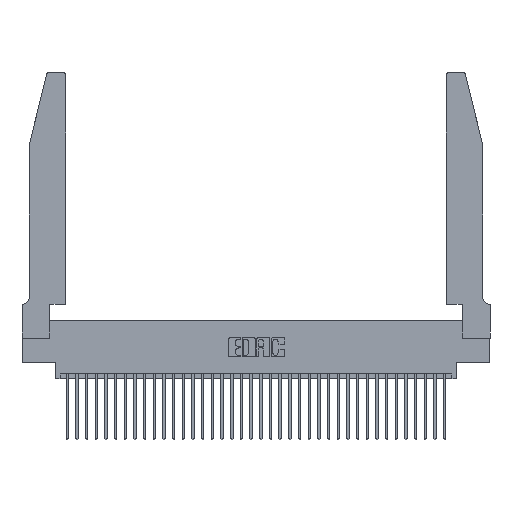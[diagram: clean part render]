
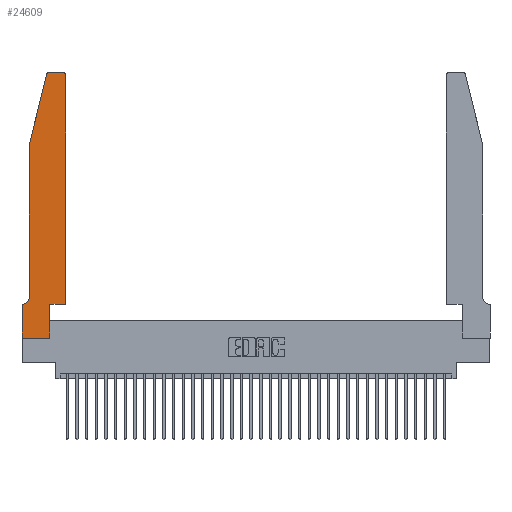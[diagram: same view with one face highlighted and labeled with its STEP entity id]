
A CAD part, top view. The second image highlights one B-rep face of the part: STEP entity #24609.
In plain terms, the highlighted planar face has unit normal (0, 0, 1).
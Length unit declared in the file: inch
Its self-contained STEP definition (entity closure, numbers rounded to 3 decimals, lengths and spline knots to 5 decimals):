
#200 = EDGE_CURVE ( 'NONE', #31506, #3241, #31584, .T. ) ;
#276 = VECTOR ( 'NONE', #22784, 39.37008 ) ;
#496 = LINE ( 'NONE', #27272, #13353 ) ;
#653 = CARTESIAN_POINT ( 'NONE',  ( 0.0055, 0.42, 0.37 ) ) ;
#1524 = VECTOR ( 'NONE', #34909, 39.37008 ) ;
#1589 = VERTEX_POINT ( 'NONE', #9626 ) ;
#1911 = VECTOR ( 'NONE', #18211, 39.37008 ) ;
#2528 = ORIENTED_EDGE ( 'NONE', *, *, #4194, .T. ) ;
#2578 = EDGE_CURVE ( 'NONE', #34591, #3623, #496, .T. ) ;
#2855 = CARTESIAN_POINT ( 'NONE',  ( 0.0755, 2., 0.37 ) ) ;
#2996 = ORIENTED_EDGE ( 'NONE', *, *, #9884, .T. ) ;
#3241 = VERTEX_POINT ( 'NONE', #30124 ) ;
#3623 = VERTEX_POINT ( 'NONE', #17781 ) ;
#3706 = DIRECTION ( 'NONE',  ( -1., 0., 0. ) ) ;
#3783 = CARTESIAN_POINT ( 'NONE',  ( 0., 0., 0.37 ) ) ;
#3829 = VERTEX_POINT ( 'NONE', #13052 ) ;
#4119 = CARTESIAN_POINT ( 'NONE',  ( 0.2865, 0.35, 0.37 ) ) ;
#4194 = EDGE_CURVE ( 'NONE', #3623, #6522, #23972, .T. ) ;
#5359 = CARTESIAN_POINT ( 'NONE',  ( 0.284, 2.72, 0.37 ) ) ;
#5821 = ORIENTED_EDGE ( 'NONE', *, *, #17147, .T. ) ;
#6522 = VERTEX_POINT ( 'NONE', #23500 ) ;
#7490 = CARTESIAN_POINT ( 'NONE',  ( 0.2865, 0.35, 0.37 ) ) ;
#7780 = CARTESIAN_POINT ( 'NONE',  ( 0.4505, 0.35, 0.37 ) ) ;
#7808 = VERTEX_POINT ( 'NONE', #18134 ) ;
#8301 = EDGE_LOOP ( 'NONE', ( #22978, #9068, #23838, #2996, #32913, #19980, #5821, #22559, #30776, #9538, #2528, #25168 ) ) ;
#8358 = DIRECTION ( 'NONE',  ( 1., 0., 0. ) ) ;
#8514 = EDGE_CURVE ( 'NONE', #3241, #34591, #28017, .T. ) ;
#8529 = DIRECTION ( 'NONE',  ( -1., 0., 0. ) ) ;
#8580 = CARTESIAN_POINT ( 'NONE',  ( 0.0755, 0.35, 0.37 ) ) ;
#8693 = DIRECTION ( 'NONE',  ( 1., 0., 0. ) ) ;
#9068 = ORIENTED_EDGE ( 'NONE', *, *, #31321, .T. ) ;
#9460 = VERTEX_POINT ( 'NONE', #2855 ) ;
#9538 = ORIENTED_EDGE ( 'NONE', *, *, #2578, .T. ) ;
#9626 = CARTESIAN_POINT ( 'NONE',  ( 0.284, 2.75, 0.37 ) ) ;
#9884 = EDGE_CURVE ( 'NONE', #9460, #18848, #31002, .T. ) ;
#11470 = DIRECTION ( 'NONE',  ( -1., 0., 0. ) ) ;
#11523 = EDGE_CURVE ( 'NONE', #29932, #1589, #25677, .T. ) ;
#12742 = EDGE_CURVE ( 'NONE', #3829, #7808, #13872, .T. ) ;
#13052 = CARTESIAN_POINT ( 'NONE',  ( 0.0055, 0.35, 0.37 ) ) ;
#13353 = VECTOR ( 'NONE', #24601, 39.37008 ) ;
#13398 = DIRECTION ( 'NONE',  ( 0., 0., 1. ) ) ;
#13872 = LINE ( 'NONE', #8580, #27705 ) ;
#15309 = AXIS2_PLACEMENT_3D ( 'NONE', #36321, #25361, #8693 ) ;
#15755 = VECTOR ( 'NONE', #32815, 39.37008 ) ;
#16017 = DIRECTION ( 'NONE',  ( 0., 1., 0. ) ) ;
#16075 = VERTEX_POINT ( 'NONE', #28862 ) ;
#16850 = CARTESIAN_POINT ( 'NONE',  ( 0.2605, 2.75, 0.37 ) ) ;
#17147 = EDGE_CURVE ( 'NONE', #7808, #31506, #30455, .T. ) ;
#17781 = CARTESIAN_POINT ( 'NONE',  ( 0.4505, 0.35, 0.37 ) ) ;
#17783 = CIRCLE ( 'NONE', #35541, 0.07 ) ;
#18134 = CARTESIAN_POINT ( 'NONE',  ( 0., 0.35, 0.37 ) ) ;
#18142 = LINE ( 'NONE', #26548, #1911 ) ;
#18211 = DIRECTION ( 'NONE',  ( -0.239, -0.971, 0. ) ) ;
#18679 = EDGE_CURVE ( 'NONE', #6522, #29932, #32475, .T. ) ;
#18848 = VERTEX_POINT ( 'NONE', #30649 ) ;
#19139 = EDGE_CURVE ( 'NONE', #18848, #3829, #17783, .T. ) ;
#19169 = CIRCLE ( 'NONE', #19529, 0.03 ) ;
#19529 = AXIS2_PLACEMENT_3D ( 'NONE', #5359, #25041, #8358 ) ;
#19792 = PLANE ( 'NONE',  #15309 ) ;
#19980 = ORIENTED_EDGE ( 'NONE', *, *, #12742, .T. ) ;
#20022 = CARTESIAN_POINT ( 'NONE',  ( 0., 0., 0.37 ) ) ;
#20198 = CARTESIAN_POINT ( 'NONE',  ( 0.4205, 2.75, 0.37 ) ) ;
#20678 = VECTOR ( 'NONE', #16017, 39.37008 ) ;
#20740 = DIRECTION ( 'NONE',  ( 0., 0., -1. ) ) ;
#22559 = ORIENTED_EDGE ( 'NONE', *, *, #200, .T. ) ;
#22784 = DIRECTION ( 'NONE',  ( 0., -1., 0. ) ) ;
#22978 = ORIENTED_EDGE ( 'NONE', *, *, #11523, .T. ) ;
#23301 = AXIS2_PLACEMENT_3D ( 'NONE', #29934, #13398, #32696 ) ;
#23500 = CARTESIAN_POINT ( 'NONE',  ( 0.4505, 2.72, 0.37 ) ) ;
#23838 = ORIENTED_EDGE ( 'NONE', *, *, #24914, .T. ) ;
#23972 = LINE ( 'NONE', #7780, #15755 ) ;
#24601 = DIRECTION ( 'NONE',  ( 1., 0., 0. ) ) ;
#24609 = ADVANCED_FACE ( 'NONE', ( #26806 ), #19792, .T. ) ;
#24914 = EDGE_CURVE ( 'NONE', #16075, #9460, #18142, .T. ) ;
#25041 = DIRECTION ( 'NONE',  ( 0., 0., 1. ) ) ;
#25168 = ORIENTED_EDGE ( 'NONE', *, *, #18679, .T. ) ;
#25361 = DIRECTION ( 'NONE',  ( 0., 0., 1. ) ) ;
#25677 = LINE ( 'NONE', #16850, #31265 ) ;
#25902 = CARTESIAN_POINT ( 'NONE',  ( 0., 0., 0.37 ) ) ;
#26548 = CARTESIAN_POINT ( 'NONE',  ( 0.0755, 2., 0.37 ) ) ;
#26806 = FACE_OUTER_BOUND ( 'NONE', #8301, .T. ) ;
#27272 = CARTESIAN_POINT ( 'NONE',  ( 0.4505, 0.35, 0.37 ) ) ;
#27705 = VECTOR ( 'NONE', #11470, 39.37008 ) ;
#28017 = LINE ( 'NONE', #4119, #20678 ) ;
#28862 = CARTESIAN_POINT ( 'NONE',  ( 0.25487, 2.72718, 0.37 ) ) ;
#29419 = VECTOR ( 'NONE', #35710, 39.37008 ) ;
#29932 = VERTEX_POINT ( 'NONE', #20198 ) ;
#29934 = CARTESIAN_POINT ( 'NONE',  ( 0.4205, 2.72, 0.37 ) ) ;
#30124 = CARTESIAN_POINT ( 'NONE',  ( 0.2865, 0., 0.37 ) ) ;
#30455 = LINE ( 'NONE', #20022, #276 ) ;
#30649 = CARTESIAN_POINT ( 'NONE',  ( 0.0755, 0.42, 0.37 ) ) ;
#30776 = ORIENTED_EDGE ( 'NONE', *, *, #8514, .T. ) ;
#31002 = LINE ( 'NONE', #32963, #29419 ) ;
#31265 = VECTOR ( 'NONE', #8529, 39.37008 ) ;
#31321 = EDGE_CURVE ( 'NONE', #1589, #16075, #19169, .T. ) ;
#31506 = VERTEX_POINT ( 'NONE', #3783 ) ;
#31584 = LINE ( 'NONE', #25902, #1524 ) ;
#32475 = CIRCLE ( 'NONE', #23301, 0.03 ) ;
#32696 = DIRECTION ( 'NONE',  ( 1., 0., 0. ) ) ;
#32815 = DIRECTION ( 'NONE',  ( 0., 1., 0. ) ) ;
#32913 = ORIENTED_EDGE ( 'NONE', *, *, #19139, .T. ) ;
#32963 = CARTESIAN_POINT ( 'NONE',  ( 0.0755, 2., 0.37 ) ) ;
#34591 = VERTEX_POINT ( 'NONE', #7490 ) ;
#34909 = DIRECTION ( 'NONE',  ( 1., 0., 0. ) ) ;
#35541 = AXIS2_PLACEMENT_3D ( 'NONE', #653, #20740, #3706 ) ;
#35710 = DIRECTION ( 'NONE',  ( 0., -1., 0. ) ) ;
#36321 = CARTESIAN_POINT ( 'NONE',  ( 0., 0.35, 0.37 ) ) ;
